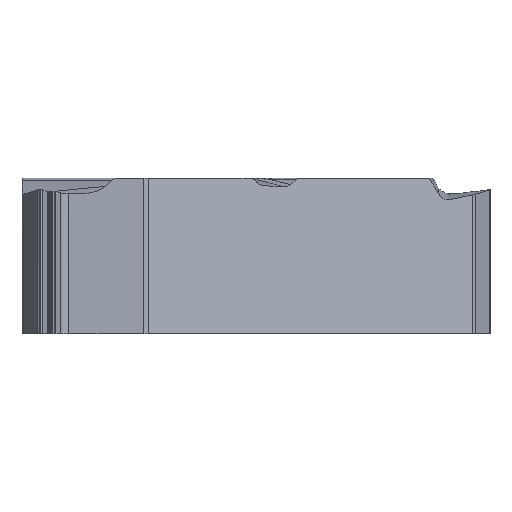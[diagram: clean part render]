
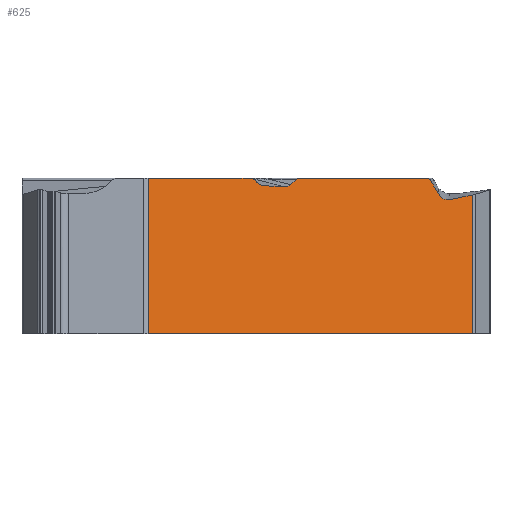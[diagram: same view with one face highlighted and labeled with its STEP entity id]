
A CAD part, front view. The second image highlights one B-rep face of the part: STEP entity #625.
In plain terms, the highlighted planar face has unit normal (0.5, -0.866, 0).
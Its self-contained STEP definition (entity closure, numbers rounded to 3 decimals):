
#57=PLANE('',#2085);
#113=ELLIPSE('',#2079,0.368,0.32);
#114=ELLIPSE('',#2080,0.177,0.15);
#115=ELLIPSE('',#2081,0.167,0.15);
#116=ELLIPSE('',#2082,0.314,0.3);
#117=ELLIPSE('',#2083,0.314,0.3);
#118=ELLIPSE('',#2084,0.15,0.15);
#177=FACE_OUTER_BOUND('',#792,.T.);
#311=LINE('',#3494,#485);
#312=LINE('',#3498,#486);
#313=LINE('',#3500,#487);
#314=LINE('',#3502,#488);
#315=LINE('',#3506,#489);
#316=LINE('',#3510,#490);
#317=LINE('',#3514,#491);
#318=LINE('',#3518,#492);
#319=LINE('',#3522,#493);
#320=LINE('',#3526,#494);
#485=VECTOR('',#2402,1.);
#486=VECTOR('',#2407,1.);
#487=VECTOR('',#2408,1.);
#488=VECTOR('',#2409,1.);
#489=VECTOR('',#2412,1.);
#490=VECTOR('',#2415,1.);
#491=VECTOR('',#2418,1.);
#492=VECTOR('',#2421,1.);
#493=VECTOR('',#2424,1.);
#494=VECTOR('',#2427,1.);
#625=ADVANCED_FACE('',(#177),#57,.F.);
#792=EDGE_LOOP('',(#991,#992,#993,#994,#995,#996,#997,#998,#999,#1000,#1001,
#1002,#1003,#1004,#1005,#1006));
#991=ORIENTED_EDGE('',*,*,#1744,.F.);
#992=ORIENTED_EDGE('',*,*,#1745,.T.);
#993=ORIENTED_EDGE('',*,*,#1746,.T.);
#994=ORIENTED_EDGE('',*,*,#1747,.T.);
#995=ORIENTED_EDGE('',*,*,#1748,.T.);
#996=ORIENTED_EDGE('',*,*,#1749,.F.);
#997=ORIENTED_EDGE('',*,*,#1750,.F.);
#998=ORIENTED_EDGE('',*,*,#1751,.F.);
#999=ORIENTED_EDGE('',*,*,#1752,.T.);
#1000=ORIENTED_EDGE('',*,*,#1753,.T.);
#1001=ORIENTED_EDGE('',*,*,#1754,.T.);
#1002=ORIENTED_EDGE('',*,*,#1755,.T.);
#1003=ORIENTED_EDGE('',*,*,#1756,.T.);
#1004=ORIENTED_EDGE('',*,*,#1757,.F.);
#1005=ORIENTED_EDGE('',*,*,#1758,.F.);
#1006=ORIENTED_EDGE('',*,*,#1742,.T.);
#1533=VERTEX_POINT('',#3493);
#1534=VERTEX_POINT('',#3495);
#1535=VERTEX_POINT('',#3499);
#1536=VERTEX_POINT('',#3501);
#1537=VERTEX_POINT('',#3503);
#1538=VERTEX_POINT('',#3505);
#1539=VERTEX_POINT('',#3507);
#1540=VERTEX_POINT('',#3509);
#1541=VERTEX_POINT('',#3511);
#1542=VERTEX_POINT('',#3513);
#1543=VERTEX_POINT('',#3515);
#1544=VERTEX_POINT('',#3517);
#1545=VERTEX_POINT('',#3519);
#1546=VERTEX_POINT('',#3521);
#1547=VERTEX_POINT('',#3523);
#1548=VERTEX_POINT('',#3525);
#1742=EDGE_CURVE('',#1534,#1533,#311,.T.);
#1744=EDGE_CURVE('',#1535,#1533,#312,.T.);
#1745=EDGE_CURVE('',#1535,#1536,#313,.T.);
#1746=EDGE_CURVE('',#1536,#1537,#314,.T.);
#1747=EDGE_CURVE('',#1537,#1538,#113,.T.);
#1748=EDGE_CURVE('',#1538,#1539,#315,.T.);
#1749=EDGE_CURVE('',#1540,#1539,#114,.T.);
#1750=EDGE_CURVE('',#1541,#1540,#316,.T.);
#1751=EDGE_CURVE('',#1542,#1541,#115,.T.);
#1752=EDGE_CURVE('',#1542,#1543,#317,.T.);
#1753=EDGE_CURVE('',#1543,#1544,#116,.T.);
#1754=EDGE_CURVE('',#1544,#1545,#318,.T.);
#1755=EDGE_CURVE('',#1545,#1546,#117,.T.);
#1756=EDGE_CURVE('',#1546,#1547,#319,.T.);
#1757=EDGE_CURVE('',#1548,#1547,#118,.T.);
#1758=EDGE_CURVE('',#1534,#1548,#320,.T.);
#2079=AXIS2_PLACEMENT_3D('',#3504,#2410,#2411);
#2080=AXIS2_PLACEMENT_3D('',#3508,#2413,#2414);
#2081=AXIS2_PLACEMENT_3D('',#3512,#2416,#2417);
#2082=AXIS2_PLACEMENT_3D('',#3516,#2419,#2420);
#2083=AXIS2_PLACEMENT_3D('',#3520,#2422,#2423);
#2084=AXIS2_PLACEMENT_3D('',#3524,#2425,#2426);
#2085=AXIS2_PLACEMENT_3D('',#3527,#2428,#2429);
#2402=DIRECTION('',(0.,0.,-1.));
#2407=DIRECTION('',(-0.866,-0.5,0.));
#2408=DIRECTION('',(0.,0.,1.));
#2409=DIRECTION('',(-0.853,-0.492,-0.174));
#2410=DIRECTION('',(-0.5,0.866,0.));
#2411=DIRECTION('',(0.853,0.492,0.174));
#2412=DIRECTION('',(-0.497,-0.287,0.819));
#2413=DIRECTION('',(-0.5,0.866,0.));
#2414=DIRECTION('',(-0.866,-0.5,0.));
#2415=DIRECTION('',(0.866,0.5,0.));
#2416=DIRECTION('',(-0.5,0.866,0.));
#2417=DIRECTION('',(-0.866,-0.5,0.));
#2418=DIRECTION('',(-0.687,-0.397,-0.608));
#2419=DIRECTION('',(-0.5,0.866,0.));
#2420=DIRECTION('',(-0.7,-0.404,0.589));
#2421=DIRECTION('',(-0.865,-0.499,0.049));
#2422=DIRECTION('',(-0.5,0.866,0.));
#2423=DIRECTION('',(-0.7,-0.404,0.589));
#2424=DIRECTION('',(-0.656,-0.378,0.653));
#2425=DIRECTION('',(-0.5,0.866,0.));
#2426=DIRECTION('',(0.866,0.5,0.));
#2427=DIRECTION('',(0.866,0.5,0.));
#2428=DIRECTION('',(-0.5,0.866,0.));
#2429=DIRECTION('',(-0.866,-0.5,0.));
#3493=CARTESIAN_POINT('',(-1.292,-6.245,-3.97));
#3494=CARTESIAN_POINT('',(-1.292,-6.245,0.));
#3495=CARTESIAN_POINT('',(-1.292,-6.245,0.32));
#3498=CARTESIAN_POINT('',(8.733,-0.457,-3.97));
#3499=CARTESIAN_POINT('',(7.628,-1.095,-3.97));
#3500=CARTESIAN_POINT('',(7.628,-1.095,0.));
#3501=CARTESIAN_POINT('',(7.628,-1.095,-0.148));
#3502=CARTESIAN_POINT('',(-3.599,-7.577,-2.434));
#3503=CARTESIAN_POINT('',(7.036,-1.437,-0.269));
#3504=CARTESIAN_POINT('',(6.988,-1.465,0.046));
#3505=CARTESIAN_POINT('',(6.716,-1.622,-0.131));
#3506=CARTESIAN_POINT('',(3.147,-3.683,5.754));
#3507=CARTESIAN_POINT('',(6.486,-1.754,0.247));
#3508=CARTESIAN_POINT('',(6.355,-1.83,0.17));
#3509=CARTESIAN_POINT('',(6.355,-1.83,0.32));
#3510=CARTESIAN_POINT('',(-3.971,-7.792,0.32));
#3511=CARTESIAN_POINT('',(2.884,-3.834,0.32));
#3512=CARTESIAN_POINT('',(2.884,-3.834,0.17));
#3513=CARTESIAN_POINT('',(2.79,-3.888,0.284));
#3514=CARTESIAN_POINT('',(-1.589,-6.417,-3.59));
#3515=CARTESIAN_POINT('',(2.626,-3.983,0.139));
#3516=CARTESIAN_POINT('',(2.457,-4.081,0.383));
#3517=CARTESIAN_POINT('',(2.455,-4.082,0.078));
#3518=CARTESIAN_POINT('',(8.722,-0.464,-0.273));
#3519=CARTESIAN_POINT('',(1.893,-4.407,0.11));
#3520=CARTESIAN_POINT('',(1.894,-4.406,0.415));
#3521=CARTESIAN_POINT('',(1.723,-4.505,0.189));
#3522=CARTESIAN_POINT('',(5.821,-2.139,-3.896));
#3523=CARTESIAN_POINT('',(1.628,-4.559,0.284));
#3524=CARTESIAN_POINT('',(1.543,-4.608,0.17));
#3525=CARTESIAN_POINT('',(1.543,-4.608,0.32));
#3526=CARTESIAN_POINT('',(8.733,-0.457,0.32));
#3527=CARTESIAN_POINT('',(8.733,-0.457,0.));
